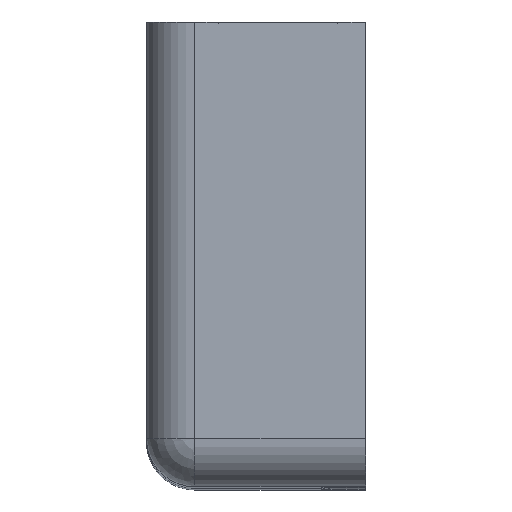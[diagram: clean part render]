
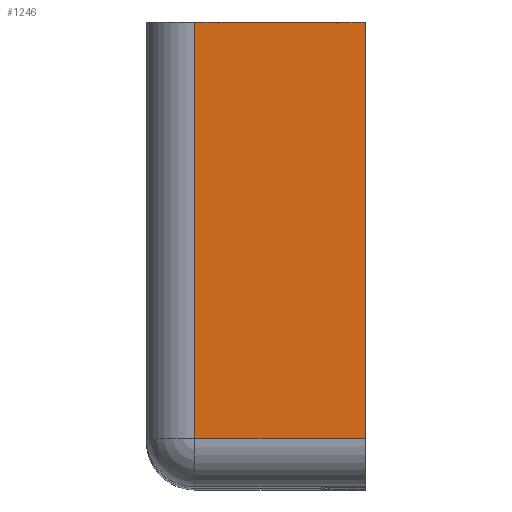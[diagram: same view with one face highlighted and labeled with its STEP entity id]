
A CAD part, top view. The second image highlights one B-rep face of the part: STEP entity #1246.
In plain terms, the highlighted planar face has unit normal (0, 0, 1).
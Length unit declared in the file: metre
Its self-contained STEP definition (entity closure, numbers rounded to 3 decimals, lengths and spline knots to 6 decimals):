
#184=ORIENTED_EDGE('',*,*,#527,.T.);
#185=ORIENTED_EDGE('',*,*,#528,.T.);
#186=ORIENTED_EDGE('',*,*,#521,.T.);
#187=ORIENTED_EDGE('',*,*,#474,.F.);
#188=ORIENTED_EDGE('',*,*,#529,.F.);
#189=ORIENTED_EDGE('',*,*,#514,.F.);
#474=EDGE_CURVE('',#650,#651,#763,.T.);
#514=EDGE_CURVE('',#686,#687,#795,.T.);
#521=EDGE_CURVE('',#692,#651,#799,.T.);
#527=EDGE_CURVE('',#686,#696,#802,.F.);
#528=EDGE_CURVE('',#696,#692,#803,.T.);
#529=EDGE_CURVE('',#687,#650,#804,.T.);
#650=VERTEX_POINT('',#1891);
#651=VERTEX_POINT('',#1893);
#686=VERTEX_POINT('',#1974);
#687=VERTEX_POINT('',#1976);
#692=VERTEX_POINT('',#1990);
#696=VERTEX_POINT('',#2001);
#763=LINE('',#1892,#875);
#795=LINE('',#1975,#907);
#799=LINE('',#1989,#911);
#802=LINE('',#2000,#914);
#803=LINE('',#2002,#915);
#804=LINE('',#2003,#916);
#875=VECTOR('',#1489,1.);
#907=VECTOR('',#1551,1.);
#911=VECTOR('',#1565,1.);
#914=VECTOR('',#1576,1.);
#915=VECTOR('',#1577,1.);
#916=VECTOR('',#1578,1.);
#1001=EDGE_LOOP('',(#184,#185,#186,#187,#188,#189));
#1108=FACE_BOUND('',#1001,.T.);
#1209=PLANE('',#1363);
#1246=ADVANCED_FACE('',(#1108),#1209,.T.);
#1363=AXIS2_PLACEMENT_3D('',#1999,#1574,#1575);
#1489=DIRECTION('',(1.,0.,0.));
#1551=DIRECTION('',(1.,0.,0.));
#1565=DIRECTION('',(0.,1.,0.));
#1574=DIRECTION('',(0.,0.,1.));
#1575=DIRECTION('',(1.,0.,0.));
#1576=DIRECTION('',(0.,1.,0.));
#1577=DIRECTION('',(1.,0.,0.));
#1578=DIRECTION('',(1.,0.,0.));
#1891=CARTESIAN_POINT('',(0.045,0.,0.197));
#1892=CARTESIAN_POINT('',(0.025,0.,0.197));
#1893=CARTESIAN_POINT('',(0.05,0.,0.197));
#1974=CARTESIAN_POINT('',(0.011,0.,0.197));
#1975=CARTESIAN_POINT('',(0.025,0.,0.197));
#1976=CARTESIAN_POINT('',(0.015,0.,0.197));
#1989=CARTESIAN_POINT('',(0.05,-0.106,0.197));
#1990=CARTESIAN_POINT('',(0.05,-0.095,0.197));
#1999=CARTESIAN_POINT('',(0.025,-0.106,0.197));
#2000=CARTESIAN_POINT('',(0.011,-0.106,0.197));
#2001=CARTESIAN_POINT('',(0.011,-0.095,0.197));
#2002=CARTESIAN_POINT('',(0.025,-0.095,0.197));
#2003=CARTESIAN_POINT('',(0.025,0.,0.197));
